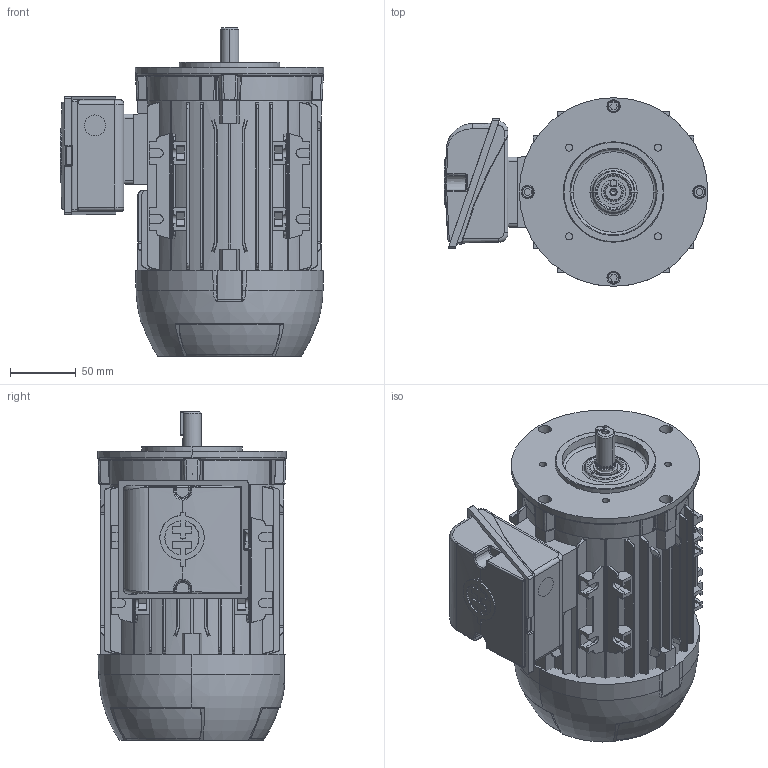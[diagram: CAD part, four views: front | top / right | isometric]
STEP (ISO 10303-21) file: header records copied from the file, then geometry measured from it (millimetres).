
FILE_DESCRIPTION (( 'STEP AP203' ), '1' );
FILE_NAME ('IEC71 B3D IR3.STEP', '2021-08-27T19:18:55', ( '' ), ( '' ), 'SwSTEP 2.0', 'SolidWorks 2018', '' );
FILE_SCHEMA (( 'CONFIG_CONTROL_DESIGN' ));
Length unit declared in the file: millimetre
Products named in the file (29): 105035223; 105033004; 105006184; IEC71 B3D IR3; 105007176_10.5007.176; Parafuso Altracs M5; 105007176; 105007077; Tabela Rotores N42 2P AC150; 500014995_10.5007.178; Parafuso Altracs M5_10.5011.291 x 15; 105032001; Tabela Rotores N42 2P AC150_50.5016.757 - �57,90; Eixo Padrão IEC71 IR3_50.5042.370 - PCT60; 105010009-6203 NSK; Eixo Padrão IEC71 IR3; 105010009-6203 NSK_SKF - 6203 - 10,DE,NC,10_68; 105006184_50.5307.022; Conj. Rotor IEC71 IR3_505039196; 500014995; 105032001_10.5032.007-5X5X18; 105010008-6202 NSK; 105010008-6202 NSK_SKF - 6202 - 10,DE,NC,10_68; 105035223_50.5307.020
Assembly tree (13 placements, depth 3):
  105035223
  105033004
  105006184
  IEC71 B3D IR3
    Conj. Rotor IEC71 IR3_505039196
      Eixo Padrão IEC71 IR3_50.5042.370 - PCT60
    105032001_10.5032.007-5X5X18
    105033004
    105035223_50.5307.020
    Parafuso Altracs M5_10.5011.291 x 15  x4
    105006184_50.5307.022
    500014995_10.5007.178
    105007176_10.5007.176
    105007077
  Parafuso Altracs M5
Bounding box: 199.85 x 142.93 x 248.95 mm (x, y, z)
Volume: 3312160.6 mm3; surface area: 301665.6 mm2
Topology: 12 solids, 15 shells, 1762 faces, 4498 edges, 2862 vertices
Faces by surface type: plane 738, bspline 370, cylinder 276, cone 258, torus 90, sphere 30
Entity records: 63557 total; most frequent: CARTESIAN_POINT 23879, ORIENTED_EDGE 8672, DIRECTION 6463, EDGE_CURVE 4336, VERTEX_POINT 2772, AXIS2_PLACEMENT_3D 2342, EDGE_LOOP 1802, LINE 1779
